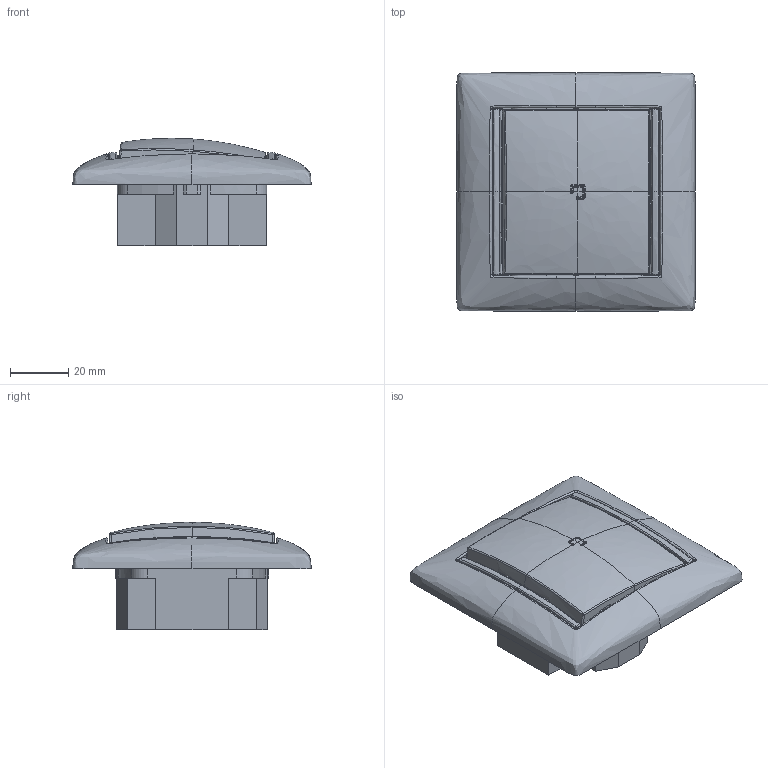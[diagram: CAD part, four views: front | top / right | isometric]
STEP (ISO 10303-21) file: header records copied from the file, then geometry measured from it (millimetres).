
FILE_DESCRIPTION(('STEP AP242'), '1');
FILE_NAME('774410', '', ('UNSPECIFIED'), ('UNSPECIFIED'), 'C3D Converter', 'C3D Toolkit', '');
FILE_SCHEMA(('AP242_MANAGED_MODEL_BASED_3D_ENGINEERING_MIM_LF { 1 0 10303 442 1 1 4 }'));
Length unit declared in the file: millimetre
Products named in the file (1): БЕИВ.642344.017
Bounding box: 82 x 82 x 36.9 mm (x, y, z)
Volume: 99511.7 mm3; surface area: 34678.6 mm2
Topology: 1 solids, 4 shells, 1623 faces, 4481 edges, 2747 vertices
Faces by surface type: bspline 592, plane 576, cylinder 252, cone 78, extrusion 59, sphere 38, torus 28
Full cylindrical faces by diameter (mm): 1.724 x2
Entity records: 123068 total; most frequent: CARTESIAN_POINT 75594, ORIENTED_EDGE 8790, DIRECTION 4418, EDGE_CURVE 4395, VERTEX_POINT 2969, B_SPLINE_CURVE_WITH_KNOTS 2290, VECTOR 1680, FACE_BOUND 1652
